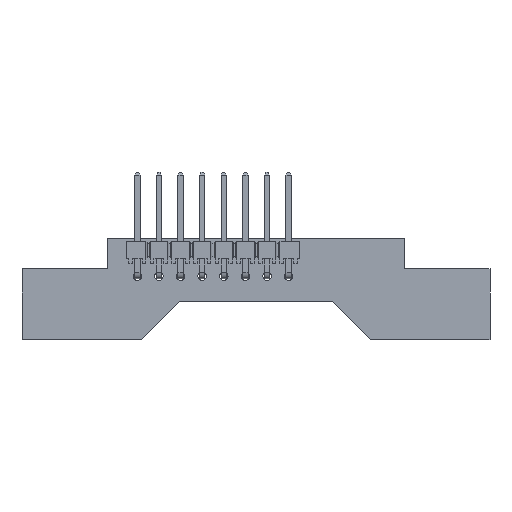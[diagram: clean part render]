
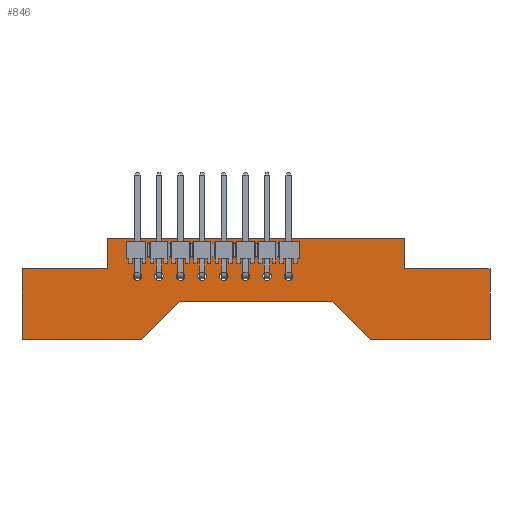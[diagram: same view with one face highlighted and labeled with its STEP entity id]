
A CAD part, top view. The second image highlights one B-rep face of the part: STEP entity #846.
In plain terms, the highlighted planar face has unit normal (0, 0, 1).
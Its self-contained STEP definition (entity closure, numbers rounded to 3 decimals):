
#109 = VERTEX_POINT('',#110);
#110 = CARTESIAN_POINT('',(11.91,11.9,0.411));
#116 = EDGE_CURVE('',#109,#117,#119,.T.);
#117 = VERTEX_POINT('',#118);
#118 = CARTESIAN_POINT('',(43.2,11.89,0.411));
#119 = LINE('',#120,#121);
#120 = CARTESIAN_POINT('',(11.91,11.9,0.411));
#121 = VECTOR('',#122,1.);
#122 = DIRECTION('',(1.,0.,0.));
#149 = VERTEX_POINT('',#150);
#150 = CARTESIAN_POINT('',(10.,11.89,0.411));
#156 = EDGE_CURVE('',#149,#109,#157,.T.);
#157 = LINE('',#158,#159);
#158 = CARTESIAN_POINT('',(10.,11.89,0.411));
#159 = VECTOR('',#160,1.);
#160 = DIRECTION('',(1.,0.005,0.));
#178 = EDGE_CURVE('',#117,#179,#181,.T.);
#179 = VERTEX_POINT('',#180);
#180 = CARTESIAN_POINT('',(45.,11.89,0.411));
#181 = LINE('',#182,#183);
#182 = CARTESIAN_POINT('',(43.2,11.89,0.411));
#183 = VECTOR('',#184,1.);
#184 = DIRECTION('',(1.,0.,0.));
#211 = VERTEX_POINT('',#212);
#212 = CARTESIAN_POINT('',(10.,8.33,0.411));
#218 = EDGE_CURVE('',#211,#149,#219,.T.);
#219 = LINE('',#220,#221);
#220 = CARTESIAN_POINT('',(10.,8.33,0.411));
#221 = VECTOR('',#222,1.);
#222 = DIRECTION('',(0.,1.,0.));
#240 = EDGE_CURVE('',#179,#241,#243,.T.);
#241 = VERTEX_POINT('',#242);
#242 = CARTESIAN_POINT('',(45.,8.33,0.411));
#243 = LINE('',#244,#245);
#244 = CARTESIAN_POINT('',(45.,11.89,0.411));
#245 = VECTOR('',#246,1.);
#246 = DIRECTION('',(0.,-1.,0.));
#273 = VERTEX_POINT('',#274);
#274 = CARTESIAN_POINT('',(0.,8.33,0.411));
#280 = EDGE_CURVE('',#273,#211,#281,.T.);
#281 = LINE('',#282,#283);
#282 = CARTESIAN_POINT('',(0.,8.33,0.411));
#283 = VECTOR('',#284,1.);
#284 = DIRECTION('',(1.,0.,0.));
#302 = EDGE_CURVE('',#241,#303,#305,.T.);
#303 = VERTEX_POINT('',#304);
#304 = CARTESIAN_POINT('',(55.,8.33,0.411));
#305 = LINE('',#306,#307);
#306 = CARTESIAN_POINT('',(45.,8.33,0.411));
#307 = VECTOR('',#308,1.);
#308 = DIRECTION('',(1.,0.,0.));
#335 = VERTEX_POINT('',#336);
#336 = CARTESIAN_POINT('',(0.,0.,0.411));
#342 = EDGE_CURVE('',#335,#273,#343,.T.);
#343 = LINE('',#344,#345);
#344 = CARTESIAN_POINT('',(0.,0.,0.411));
#345 = VECTOR('',#346,1.);
#346 = DIRECTION('',(0.,1.,0.));
#364 = EDGE_CURVE('',#303,#365,#367,.T.);
#365 = VERTEX_POINT('',#366);
#366 = CARTESIAN_POINT('',(55.,0.,0.411));
#367 = LINE('',#368,#369);
#368 = CARTESIAN_POINT('',(55.,8.33,0.411));
#369 = VECTOR('',#370,1.);
#370 = DIRECTION('',(0.,-1.,0.));
#397 = VERTEX_POINT('',#398);
#398 = CARTESIAN_POINT('',(14.,0.,0.411));
#404 = EDGE_CURVE('',#397,#335,#405,.T.);
#405 = LINE('',#406,#407);
#406 = CARTESIAN_POINT('',(14.,0.,0.411));
#407 = VECTOR('',#408,1.);
#408 = DIRECTION('',(-1.,0.,0.));
#426 = EDGE_CURVE('',#365,#427,#429,.T.);
#427 = VERTEX_POINT('',#428);
#428 = CARTESIAN_POINT('',(41.,0.,0.411));
#429 = LINE('',#430,#431);
#430 = CARTESIAN_POINT('',(55.,0.,0.411));
#431 = VECTOR('',#432,1.);
#432 = DIRECTION('',(-1.,0.,0.));
#459 = VERTEX_POINT('',#460);
#460 = CARTESIAN_POINT('',(18.5,4.5,0.411));
#466 = EDGE_CURVE('',#459,#397,#467,.T.);
#467 = LINE('',#468,#469);
#468 = CARTESIAN_POINT('',(18.5,4.5,0.411));
#469 = VECTOR('',#470,1.);
#470 = DIRECTION('',(-0.707,-0.707,0.));
#488 = EDGE_CURVE('',#427,#489,#491,.T.);
#489 = VERTEX_POINT('',#490);
#490 = CARTESIAN_POINT('',(36.5,4.5,0.411));
#491 = LINE('',#492,#493);
#492 = CARTESIAN_POINT('',(41.,0.,0.411));
#493 = VECTOR('',#494,1.);
#494 = DIRECTION('',(-0.707,0.707,0.));
#519 = EDGE_CURVE('',#489,#459,#520,.T.);
#520 = LINE('',#521,#522);
#521 = CARTESIAN_POINT('',(36.5,4.5,0.411));
#522 = VECTOR('',#523,1.);
#523 = DIRECTION('',(-1.,0.,0.));
#543 = VERTEX_POINT('',#544);
#544 = CARTESIAN_POINT('',(16.595,7.45,0.411));
#550 = EDGE_CURVE('',#543,#543,#551,.T.);
#551 = CIRCLE('',#552,0.5);
#552 = AXIS2_PLACEMENT_3D('',#553,#554,#555);
#553 = CARTESIAN_POINT('',(16.095,7.45,0.411));
#554 = DIRECTION('',(0.,0.,1.));
#555 = DIRECTION('',(1.,0.,0.));
#576 = VERTEX_POINT('',#577);
#577 = CARTESIAN_POINT('',(19.135,7.45,0.411));
#583 = EDGE_CURVE('',#576,#576,#584,.T.);
#584 = CIRCLE('',#585,0.5);
#585 = AXIS2_PLACEMENT_3D('',#586,#587,#588);
#586 = CARTESIAN_POINT('',(18.635,7.45,0.411));
#587 = DIRECTION('',(0.,0.,1.));
#588 = DIRECTION('',(1.,0.,0.));
#609 = VERTEX_POINT('',#610);
#610 = CARTESIAN_POINT('',(24.215,7.45,0.411));
#616 = EDGE_CURVE('',#609,#609,#617,.T.);
#617 = CIRCLE('',#618,0.5);
#618 = AXIS2_PLACEMENT_3D('',#619,#620,#621);
#619 = CARTESIAN_POINT('',(23.715,7.45,0.411));
#620 = DIRECTION('',(0.,0.,1.));
#621 = DIRECTION('',(1.,0.,0.));
#642 = VERTEX_POINT('',#643);
#643 = CARTESIAN_POINT('',(21.675,7.45,0.411));
#649 = EDGE_CURVE('',#642,#642,#650,.T.);
#650 = CIRCLE('',#651,0.5);
#651 = AXIS2_PLACEMENT_3D('',#652,#653,#654);
#652 = CARTESIAN_POINT('',(21.175,7.45,0.411));
#653 = DIRECTION('',(0.,0.,1.));
#654 = DIRECTION('',(1.,0.,0.));
#675 = VERTEX_POINT('',#676);
#676 = CARTESIAN_POINT('',(31.835,7.45,0.411));
#682 = EDGE_CURVE('',#675,#675,#683,.T.);
#683 = CIRCLE('',#684,0.5);
#684 = AXIS2_PLACEMENT_3D('',#685,#686,#687);
#685 = CARTESIAN_POINT('',(31.335,7.45,0.411));
#686 = DIRECTION('',(0.,0.,1.));
#687 = DIRECTION('',(1.,0.,0.));
#708 = VERTEX_POINT('',#709);
#709 = CARTESIAN_POINT('',(26.755,7.45,0.411));
#715 = EDGE_CURVE('',#708,#708,#716,.T.);
#716 = CIRCLE('',#717,0.5);
#717 = AXIS2_PLACEMENT_3D('',#718,#719,#720);
#718 = CARTESIAN_POINT('',(26.255,7.45,0.411));
#719 = DIRECTION('',(0.,0.,1.));
#720 = DIRECTION('',(1.,0.,0.));
#741 = VERTEX_POINT('',#742);
#742 = CARTESIAN_POINT('',(29.295,7.45,0.411));
#748 = EDGE_CURVE('',#741,#741,#749,.T.);
#749 = CIRCLE('',#750,0.5);
#750 = AXIS2_PLACEMENT_3D('',#751,#752,#753);
#751 = CARTESIAN_POINT('',(28.795,7.45,0.411));
#752 = DIRECTION('',(0.,0.,1.));
#753 = DIRECTION('',(1.,0.,0.));
#774 = VERTEX_POINT('',#775);
#775 = CARTESIAN_POINT('',(14.055,7.45,0.411));
#781 = EDGE_CURVE('',#774,#774,#782,.T.);
#782 = CIRCLE('',#783,0.5);
#783 = AXIS2_PLACEMENT_3D('',#784,#785,#786);
#784 = CARTESIAN_POINT('',(13.555,7.45,0.411));
#785 = DIRECTION('',(0.,0.,1.));
#786 = DIRECTION('',(1.,0.,0.));
#846 = ADVANCED_FACE('',(#847,#863,#866,#869,#872,#875,#878,#881,#884),
  #887,.F.);
#847 = FACE_BOUND('',#848,.F.);
#848 = EDGE_LOOP('',(#849,#850,#851,#852,#853,#854,#855,#856,#857,#858,
    #859,#860,#861,#862));
#849 = ORIENTED_EDGE('',*,*,#116,.T.);
#850 = ORIENTED_EDGE('',*,*,#178,.T.);
#851 = ORIENTED_EDGE('',*,*,#240,.T.);
#852 = ORIENTED_EDGE('',*,*,#302,.T.);
#853 = ORIENTED_EDGE('',*,*,#364,.T.);
#854 = ORIENTED_EDGE('',*,*,#426,.T.);
#855 = ORIENTED_EDGE('',*,*,#488,.T.);
#856 = ORIENTED_EDGE('',*,*,#519,.T.);
#857 = ORIENTED_EDGE('',*,*,#466,.T.);
#858 = ORIENTED_EDGE('',*,*,#404,.T.);
#859 = ORIENTED_EDGE('',*,*,#342,.T.);
#860 = ORIENTED_EDGE('',*,*,#280,.T.);
#861 = ORIENTED_EDGE('',*,*,#218,.T.);
#862 = ORIENTED_EDGE('',*,*,#156,.T.);
#863 = FACE_BOUND('',#864,.F.);
#864 = EDGE_LOOP('',(#865));
#865 = ORIENTED_EDGE('',*,*,#550,.T.);
#866 = FACE_BOUND('',#867,.F.);
#867 = EDGE_LOOP('',(#868));
#868 = ORIENTED_EDGE('',*,*,#583,.T.);
#869 = FACE_BOUND('',#870,.F.);
#870 = EDGE_LOOP('',(#871));
#871 = ORIENTED_EDGE('',*,*,#616,.T.);
#872 = FACE_BOUND('',#873,.F.);
#873 = EDGE_LOOP('',(#874));
#874 = ORIENTED_EDGE('',*,*,#649,.T.);
#875 = FACE_BOUND('',#876,.F.);
#876 = EDGE_LOOP('',(#877));
#877 = ORIENTED_EDGE('',*,*,#682,.T.);
#878 = FACE_BOUND('',#879,.F.);
#879 = EDGE_LOOP('',(#880));
#880 = ORIENTED_EDGE('',*,*,#715,.T.);
#881 = FACE_BOUND('',#882,.F.);
#882 = EDGE_LOOP('',(#883));
#883 = ORIENTED_EDGE('',*,*,#748,.T.);
#884 = FACE_BOUND('',#885,.F.);
#885 = EDGE_LOOP('',(#886));
#886 = ORIENTED_EDGE('',*,*,#781,.T.);
#887 = PLANE('',#888);
#888 = AXIS2_PLACEMENT_3D('',#889,#890,#891);
#889 = CARTESIAN_POINT('',(11.91,11.9,0.411));
#890 = DIRECTION('',(0.,0.,-1.));
#891 = DIRECTION('',(-1.,0.,0.));
